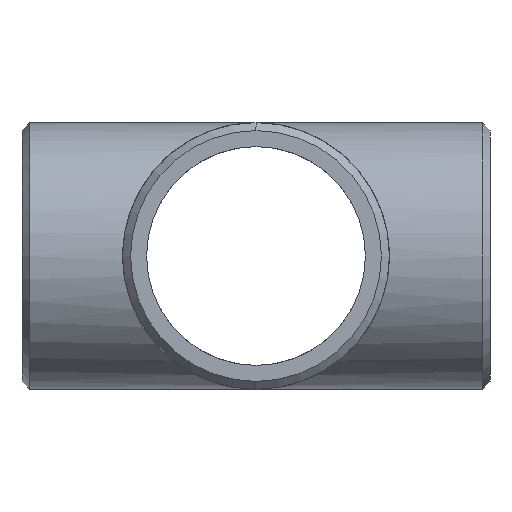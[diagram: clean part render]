
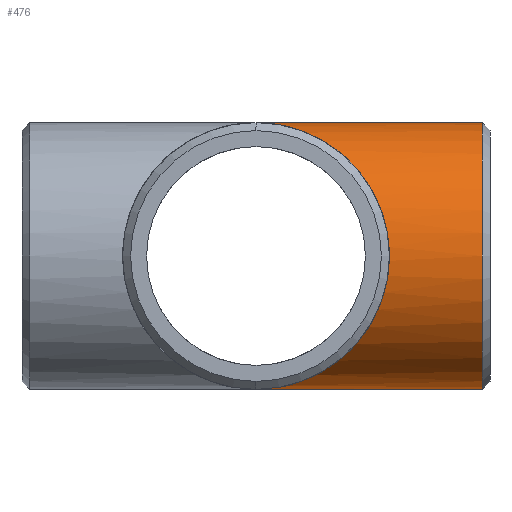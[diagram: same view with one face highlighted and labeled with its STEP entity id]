
A CAD part, left-side view. The second image highlights one B-rep face of the part: STEP entity #476.
In plain terms, the highlighted cylindrical face has radius 70.65 mm (diameter 141.3 mm), a partial arc.
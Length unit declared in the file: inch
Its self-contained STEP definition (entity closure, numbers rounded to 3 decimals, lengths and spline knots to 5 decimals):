
#21 = DIRECTION ( 'NONE',  ( 0., 1., 0. ) ) ;
#57 = VERTEX_POINT ( 'NONE', #234 ) ;
#71 = EDGE_CURVE ( 'NONE', #91, #747, #430, .T. ) ;
#85 = CARTESIAN_POINT ( 'NONE',  ( -5.563, -5.563, 2.7815 ) ) ;
#91 = VERTEX_POINT ( 'NONE', #563 ) ;
#92 = CARTESIAN_POINT ( 'NONE',  ( -5.563, -5.563, -2.7815 ) ) ;
#151 = DIRECTION ( 'NONE',  ( 0., 1., 0. ) ) ;
#152 = AXIS2_PLACEMENT_3D ( 'NONE', #175, #21, #519 ) ;
#175 = CARTESIAN_POINT ( 'NONE',  ( 0., -4.88, 0. ) ) ;
#234 = CARTESIAN_POINT ( 'NONE',  ( 0., 0., -2.7815 ) ) ;
#241 = VECTOR ( 'NONE', #151, 39.37008 ) ;
#260 = AXIS2_PLACEMENT_3D ( 'NONE', #436, #446, #696 ) ;
#261 = VERTEX_POINT ( 'NONE', #520 ) ;
#268 = EDGE_LOOP ( 'NONE', ( #649, #751, #785, #741 ) ) ;
#275 = VECTOR ( 'NONE', #586, 39.37008 ) ;
#332 = CARTESIAN_POINT ( 'NONE',  ( 0., 0., 2.7815 ) ) ;
#355 = FACE_OUTER_BOUND ( 'NONE', #268, .T. ) ;
#403 = CARTESIAN_POINT ( 'NONE',  ( 0., -4.88, -2.7815 ) ) ;
#430 = CIRCLE ( 'NONE', #260, 2.7815 ) ;
#436 = CARTESIAN_POINT ( 'NONE',  ( 0., -4.71333, 0. ) ) ;
#446 = DIRECTION ( 'NONE',  ( 0., 1., 0. ) ) ;
#476 = ADVANCED_FACE ( 'NONE', ( #355 ), #733, .T. ) ;
#519 = DIRECTION ( 'NONE',  ( 0., 0., -1. ) ) ;
#520 = CARTESIAN_POINT ( 'NONE',  ( 0., 0., 2.7815 ) ) ;
#527 = LINE ( 'NONE', #724, #275 ) ;
#531 = EDGE_CURVE ( 'NONE', #57, #261, #757, .T. ) ;
#563 = CARTESIAN_POINT ( 'NONE',  ( 0., -4.71333, -2.7815 ) ) ;
#586 = DIRECTION ( 'NONE',  ( 0., 1., 0. ) ) ;
#592 = CARTESIAN_POINT ( 'NONE',  ( 0., -4.71333, 2.7815 ) ) ;
#644 = CARTESIAN_POINT ( 'NONE',  ( 0., 0., -2.7815 ) ) ;
#649 = ORIENTED_EDGE ( 'NONE', *, *, #71, .T. ) ;
#653 = EDGE_CURVE ( 'NONE', #91, #57, #778, .T. ) ;
#696 = DIRECTION ( 'NONE',  ( 0., 0., -1. ) ) ;
#724 = CARTESIAN_POINT ( 'NONE',  ( 0., -4.88, 2.7815 ) ) ;
#733 = CYLINDRICAL_SURFACE ( 'NONE', #152, 2.7815 ) ;
#741 = ORIENTED_EDGE ( 'NONE', *, *, #653, .F. ) ;
#747 = VERTEX_POINT ( 'NONE', #592 ) ;
#751 = ORIENTED_EDGE ( 'NONE', *, *, #774, .T. ) ;
#757 =( BOUNDED_CURVE ( )  B_SPLINE_CURVE ( 3, ( #644, #92, #85, #332 ),
 .UNSPECIFIED., .F., .T. ) 
 B_SPLINE_CURVE_WITH_KNOTS ( ( 4, 4 ),
 ( 4.71239, 7.85398 ),
 .UNSPECIFIED. ) 
 CURVE ( )  GEOMETRIC_REPRESENTATION_ITEM ( )  RATIONAL_B_SPLINE_CURVE ( ( 1., 0.333, 0.333, 1. ) ) 
 REPRESENTATION_ITEM ( '' )  );
#774 = EDGE_CURVE ( 'NONE', #747, #261, #527, .T. ) ;
#778 = LINE ( 'NONE', #403, #241 ) ;
#785 = ORIENTED_EDGE ( 'NONE', *, *, #531, .F. ) ;
